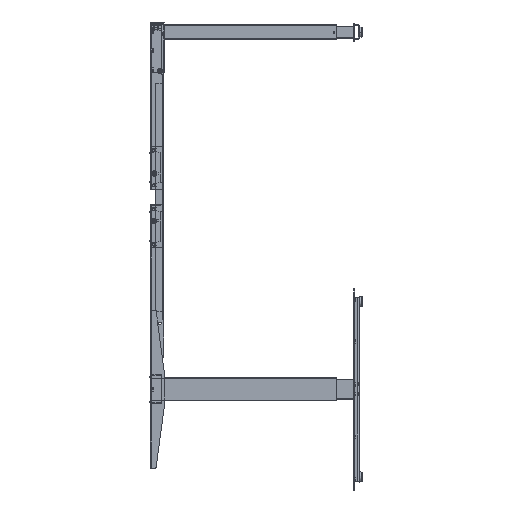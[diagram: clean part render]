
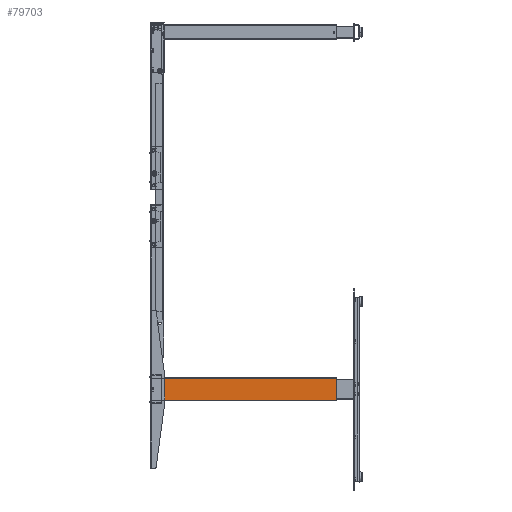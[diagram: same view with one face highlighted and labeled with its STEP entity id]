
A CAD part, left-side view. The second image highlights one B-rep face of the part: STEP entity #79703.
In plain terms, the highlighted planar face has unit normal (-1, 0, 0).
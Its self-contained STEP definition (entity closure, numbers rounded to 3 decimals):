
#5196 = DIRECTION ( 'NONE',  ( 1., 0., 0. ) ) ;
#7789 = LINE ( 'NONE', #31320, #59781 ) ;
#9364 = ORIENTED_EDGE ( 'NONE', *, *, #29298, .F. ) ;
#10810 = VERTEX_POINT ( 'NONE', #16621 ) ;
#16621 = CARTESIAN_POINT ( 'NONE',  ( -890., 88.1, -37. ) ) ;
#16663 = EDGE_CURVE ( 'NONE', #42429, #10810, #76797, .T. ) ;
#20229 = FACE_OUTER_BOUND ( 'NONE', #64386, .T. ) ;
#20266 = DIRECTION ( 'NONE',  ( 0., 1., 0. ) ) ;
#21549 = CARTESIAN_POINT ( 'NONE',  ( -890., 88.1, 37. ) ) ;
#29298 = EDGE_CURVE ( 'NONE', #10810, #44169, #7789, .T. ) ;
#30270 = DIRECTION ( 'NONE',  ( 0., 0., -1. ) ) ;
#30637 = CARTESIAN_POINT ( 'NONE',  ( -890., 88.1, -37. ) ) ;
#31320 = CARTESIAN_POINT ( 'NONE',  ( -890., 88.1, -37. ) ) ;
#32630 = ORIENTED_EDGE ( 'NONE', *, *, #90334, .T. ) ;
#41049 = CARTESIAN_POINT ( 'NONE',  ( -890., 678.1, -37. ) ) ;
#42429 = VERTEX_POINT ( 'NONE', #21549 ) ;
#44169 = VERTEX_POINT ( 'NONE', #41049 ) ;
#46548 = CARTESIAN_POINT ( 'NONE',  ( -890., 678.1, -37. ) ) ;
#46646 = PLANE ( 'NONE',  #101504 ) ;
#53736 = CARTESIAN_POINT ( 'NONE',  ( -890., 88.1, 37. ) ) ;
#55810 = CARTESIAN_POINT ( 'NONE',  ( -890., 88.1, -37. ) ) ;
#59781 = VECTOR ( 'NONE', #97958, 1000. ) ;
#61107 = ORIENTED_EDGE ( 'NONE', *, *, #16663, .F. ) ;
#61386 = EDGE_CURVE ( 'NONE', #42429, #63110, #102550, .T. ) ;
#62835 = DIRECTION ( 'NONE',  ( 0., 0., -1. ) ) ;
#63110 = VERTEX_POINT ( 'NONE', #65802 ) ;
#64386 = EDGE_LOOP ( 'NONE', ( #32630, #9364, #61107, #86078 ) ) ;
#65802 = CARTESIAN_POINT ( 'NONE',  ( -890., 678.1, 37. ) ) ;
#66599 = VECTOR ( 'NONE', #62835, 1000. ) ;
#76797 = LINE ( 'NONE', #55810, #84628 ) ;
#79703 = ADVANCED_FACE ( 'NONE', ( #20229 ), #46646, .F. ) ;
#80522 = VECTOR ( 'NONE', #20266, 1000. ) ;
#80663 = DIRECTION ( 'NONE',  ( 0., 0., -1. ) ) ;
#84628 = VECTOR ( 'NONE', #80663, 1000. ) ;
#86078 = ORIENTED_EDGE ( 'NONE', *, *, #61386, .T. ) ;
#88605 = LINE ( 'NONE', #46548, #66599 ) ;
#90334 = EDGE_CURVE ( 'NONE', #63110, #44169, #88605, .T. ) ;
#97958 = DIRECTION ( 'NONE',  ( 0., 1., 0. ) ) ;
#101504 = AXIS2_PLACEMENT_3D ( 'NONE', #30637, #5196, #30270 ) ;
#102550 = LINE ( 'NONE', #53736, #80522 ) ;
